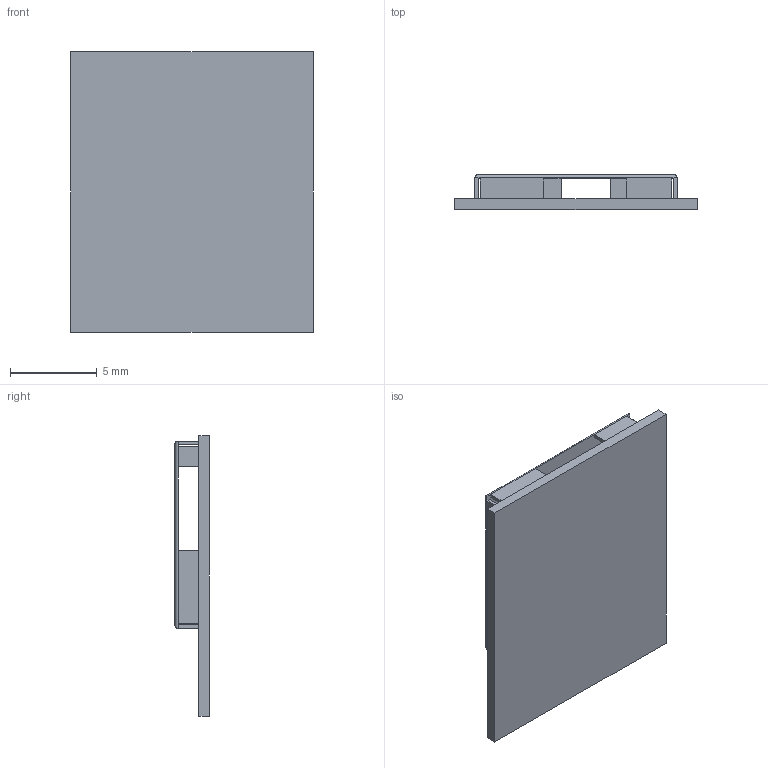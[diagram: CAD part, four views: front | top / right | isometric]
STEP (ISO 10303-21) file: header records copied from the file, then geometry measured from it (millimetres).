
FILE_DESCRIPTION((''),'2;1');
FILE_NAME('BT40-V3_ASM','2021-07-30T17:33:24',('Administrator'),(''),'CREO PARAMETRIC BY PTC INC, 2018050','CREO PARAMETRIC BY PTC INC, 2018050','');
FILE_SCHEMA(('CONFIG_CONTROL_DESIGN','SHAPE_APPEARANCE_LAYERS_GROUPS'));
Length unit declared in the file: millimetre
Products named in the file (3): BT40; BT40PING-BI-ZHAO; BT40-V3_ASM
Assembly tree (2 placements, depth 2):
  BT40-V3_ASM
    BT40
    BT40PING-BI-ZHAO
Bounding box: 14 x 2 x 16.2 mm (x, y, z)
Volume: 166.3 mm3; surface area: 805.2 mm2
Topology: 2 solids, 2 shells, 52 faces, 128 edges, 80 vertices
Faces by surface type: plane 48, cylinder 4
Entity records: 1613 total; most frequent: CARTESIAN_POINT 301, ORIENTED_EDGE 256, DIRECTION 238, EDGE_CURVE 128, VECTOR 124, LINE 124, VERTEX_POINT 80, AXIS2_PLACEMENT_3D 57
